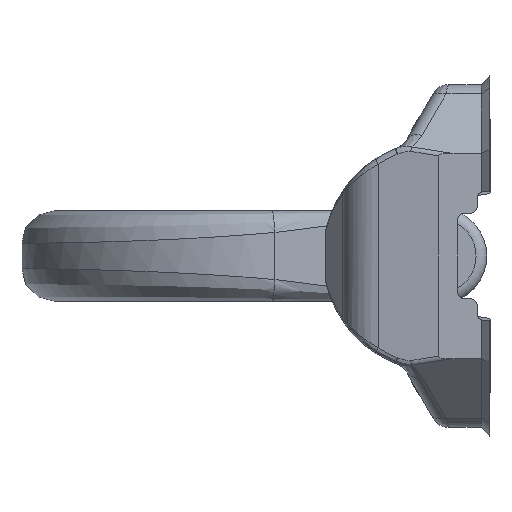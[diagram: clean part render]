
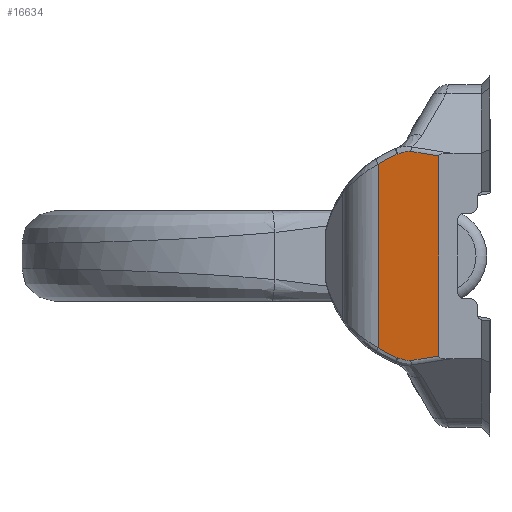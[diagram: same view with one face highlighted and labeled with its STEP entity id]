
A CAD part, left-side view. The second image highlights one B-rep face of the part: STEP entity #16634.
In plain terms, the highlighted planar face has unit normal (-0.988, 0.156, 0).
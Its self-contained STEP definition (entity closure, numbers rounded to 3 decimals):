
#10057=DIRECTION('',(0.,0.,1.));
#10058=VECTOR('',#10057,93.441);
#10059=CARTESIAN_POINT('',(-80.,24.,-46.72));
#10060=LINE('',#10059,#10058);
#10522=DIRECTION('',(0.155,0.976,0.155));
#10523=VECTOR('',#10522,13.266);
#10524=CARTESIAN_POINT('',(-80.,24.,46.72));
#10525=LINE('',#10524,#10523);
#10541=CARTESIAN_POINT('',(-76.93,43.384,
47.363));
#10542=CARTESIAN_POINT('',(-76.77,44.392,
46.96));
#10543=CARTESIAN_POINT('',(-76.456,46.378,
46.093));
#10544=CARTESIAN_POINT('',(-75.997,49.272,
44.602));
#10545=CARTESIAN_POINT('',(-75.703,51.129,
43.491));
#10546=CARTESIAN_POINT('',(-75.559,52.041,
42.905));
#10595=DIRECTION('',(0.,0.,-1.));
#10596=VECTOR('',#10595,85.809);
#10597=CARTESIAN_POINT('',(-75.559,52.041,
42.905));
#10598=LINE('',#10597,#10596);
#10612=CARTESIAN_POINT('',(-75.559,52.041,
-42.905));
#10634=CARTESIAN_POINT('',(-75.559,52.041,
-42.905));
#10635=CARTESIAN_POINT('',(-75.703,51.129,
-43.491));
#10636=CARTESIAN_POINT('',(-75.997,49.272,
-44.602));
#10637=CARTESIAN_POINT('',(-76.456,46.378,
-46.093));
#10638=CARTESIAN_POINT('',(-76.77,44.392,
-46.96));
#10639=CARTESIAN_POINT('',(-76.93,43.384,
-47.363));
#10658=CARTESIAN_POINT('',(-76.93,43.384,
-47.363));
#10659=CARTESIAN_POINT('',(-76.94,43.32,
-47.388));
#10660=CARTESIAN_POINT('',(-76.96,43.191,
-47.439));
#10661=CARTESIAN_POINT('',(-76.981,43.061,
-47.488));
#10662=CARTESIAN_POINT('',(-76.992,42.994,
-47.513));
#10670=CARTESIAN_POINT('',(-76.992,42.994,
-47.513));
#10671=CARTESIAN_POINT('',(-77.037,42.706,
-47.62));
#10672=CARTESIAN_POINT('',(-77.132,42.107,
-47.843));
#10673=CARTESIAN_POINT('',(-77.292,41.101,
-48.197));
#10674=CARTESIAN_POINT('',(-77.45,40.102,
-48.5));
#10675=CARTESIAN_POINT('',(-77.596,39.175,
-48.711));
#10676=CARTESIAN_POINT('',(-77.729,38.341,
-48.824));
#10677=CARTESIAN_POINT('',(-77.847,37.593,
-48.845));
#10678=CARTESIAN_POINT('',(-77.917,37.152,
-48.804));
#10679=CARTESIAN_POINT('',(-77.95,36.946,
-48.771));
#10697=DIRECTION('',(-0.155,-0.976,0.155));
#10698=VECTOR('',#10697,13.266);
#10699=CARTESIAN_POINT('',(-77.95,36.946,
-48.771));
#10700=LINE('',#10699,#10698);
#14006=CARTESIAN_POINT('',(-77.95,36.946,
48.771));
#14007=CARTESIAN_POINT('',(-77.911,37.188,
48.809));
#14008=CARTESIAN_POINT('',(-77.829,37.707,
48.853));
#14009=CARTESIAN_POINT('',(-77.688,38.599,
48.803));
#14010=CARTESIAN_POINT('',(-77.531,39.587,
48.631));
#14011=CARTESIAN_POINT('',(-77.353,40.714,
48.326));
#14012=CARTESIAN_POINT('',(-77.164,41.904,
47.919));
#14013=CARTESIAN_POINT('',(-77.049,42.634,
47.646));
#14014=CARTESIAN_POINT('',(-76.992,42.995,
47.513));
#14026=CARTESIAN_POINT('',(-76.992,42.995,
47.513));
#14027=CARTESIAN_POINT('',(-76.981,43.061,
47.488));
#14028=CARTESIAN_POINT('',(-76.96,43.191,
47.439));
#14029=CARTESIAN_POINT('',(-76.94,43.32,
47.388));
#14030=CARTESIAN_POINT('',(-76.93,43.384,
47.363));
#14402=VERTEX_POINT('',#10541);
#14403=VERTEX_POINT('',#10546);
#14426=VERTEX_POINT('',#10612);
#14428=VERTEX_POINT('',#10639);
#14430=CARTESIAN_POINT('',(-77.95,36.946,
-48.771));
#14431=CARTESIAN_POINT('',(-80.,24.,-46.72));
#14432=VERTEX_POINT('',#14430);
#14433=VERTEX_POINT('',#14431);
#14437=CARTESIAN_POINT('',(-80.,24.,46.72));
#14438=VERTEX_POINT('',#14437);
#14470=CARTESIAN_POINT('',(-77.95,36.946,
48.771));
#14471=VERTEX_POINT('',#14470);
#14501=VERTEX_POINT('',#14026);
#14503=VERTEX_POINT('',#10662);
#16609=CARTESIAN_POINT('',(-80.,24.,96.));
#16610=DIRECTION('',(0.988,-0.156,0.));
#16611=DIRECTION('',(0.156,0.988,0.));
#16612=AXIS2_PLACEMENT_3D('',#16609,#16610,#16611);
#16613=PLANE('',#16612);
#16615=ORIENTED_EDGE('',*,*,#16614,.F.);
#16617=ORIENTED_EDGE('',*,*,#16616,.F.);
#16619=ORIENTED_EDGE('',*,*,#16618,.F.);
#16620=ORIENTED_EDGE('',*,*,#16600,.F.);
#16621=ORIENTED_EDGE('',*,*,#15772,.F.);
#16623=ORIENTED_EDGE('',*,*,#16622,.F.);
#16625=ORIENTED_EDGE('',*,*,#16624,.F.);
#16627=ORIENTED_EDGE('',*,*,#16626,.F.);
#16629=ORIENTED_EDGE('',*,*,#16628,.F.);
#16631=ORIENTED_EDGE('',*,*,#16630,.F.);
#16632=EDGE_LOOP('',(#16615,#16617,#16619,#16620,#16621,#16623,#16625,#16627,
#16629,#16631));
#16633=FACE_OUTER_BOUND('',#16632,.F.);
#16634=ADVANCED_FACE('',(#16633),#16613,.F.);
#10547=B_SPLINE_CURVE_WITH_KNOTS('',3,(#10541,#10542,#10543,#10544,#10545,
#10546),.UNSPECIFIED.,.F.,.F.,(4,1,1,4),(0.,0.333,
0.667,1.),.UNSPECIFIED.);
#10640=B_SPLINE_CURVE_WITH_KNOTS('',3,(#10634,#10635,#10636,#10637,#10638,
#10639),.UNSPECIFIED.,.F.,.F.,(4,1,1,4),(0.,0.333,
0.667,1.),.UNSPECIFIED.);
#10663=B_SPLINE_CURVE_WITH_KNOTS('',3,(#10658,#10659,#10660,#10661,#10662),
.UNSPECIFIED.,.F.,.F.,(4,1,4),(0.,0.5,1.),.UNSPECIFIED.);
#10680=B_SPLINE_CURVE_WITH_KNOTS('',3,(#10670,#10671,#10672,#10673,#10674,
#10675,#10676,#10677,#10678,#10679),.UNSPECIFIED.,.F.,.F.,(4,1,1,1,1,1,1,4),(
0.,0.143,0.286,0.429,0.571,
0.714,0.857,1.),.UNSPECIFIED.);
#14015=B_SPLINE_CURVE_WITH_KNOTS('',3,(#14006,#14007,#14008,#14009,#14010,
#14011,#14012,#14013,#14014),.UNSPECIFIED.,.F.,.F.,(4,1,1,1,1,1,4),(0.,
0.167,0.333,0.5,0.667,0.833,
1.),.UNSPECIFIED.);
#14031=B_SPLINE_CURVE_WITH_KNOTS('',3,(#14026,#14027,#14028,#14029,#14030),
.UNSPECIFIED.,.F.,.F.,(4,1,4),(0.,0.5,1.),.UNSPECIFIED.);
#15772=EDGE_CURVE('',#14433,#14438,#10060,.T.);
#16600=EDGE_CURVE('',#14438,#14471,#10525,.T.);
#16614=EDGE_CURVE('',#14402,#14403,#10547,.T.);
#16616=EDGE_CURVE('',#14501,#14402,#14031,.T.);
#16618=EDGE_CURVE('',#14471,#14501,#14015,.T.);
#16622=EDGE_CURVE('',#14432,#14433,#10700,.T.);
#16624=EDGE_CURVE('',#14503,#14432,#10680,.T.);
#16626=EDGE_CURVE('',#14428,#14503,#10663,.T.);
#16628=EDGE_CURVE('',#14426,#14428,#10640,.T.);
#16630=EDGE_CURVE('',#14403,#14426,#10598,.T.);
